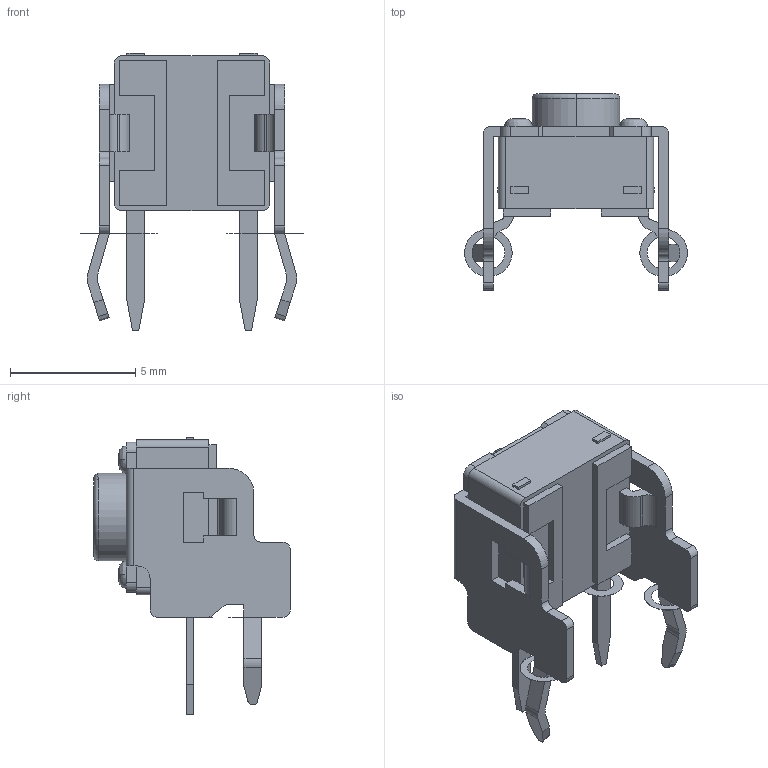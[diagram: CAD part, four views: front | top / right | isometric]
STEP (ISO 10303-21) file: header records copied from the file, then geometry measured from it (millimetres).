
FILE_DESCRIPTION(/* description */ (''),/* implementation_level */ '2;1');
FILE_NAME(/* name */ '280-0161-000_1.stp',/* time_stamp */ '2023-11-01T20:46:03+03:00',/* author */ (''),/* organization */ (''),/* preprocessor_version */ 'ST-DEVELOPER v16.7',/* originating_system */ 'SIEMENS PLM Software NX 12.0',/* authorisation */ '');
FILE_SCHEMA (('AUTOMOTIVE_DESIGN { 1 0 10303 214 3 1 1 1 }'));
Length unit declared in the file: millimetre
Products named in the file (1): 280-0161-000_1
Bounding box: 8.9 x 7.85 x 11.1 mm (x, y, z)
Volume: 148.5 mm3; surface area: 492.7 mm2
Topology: 4 solids, 4 shells, 314 faces, 866 edges, 574 vertices
Faces by surface type: plane 206, cylinder 86, cone 8, bspline 8, torus 4, extrusion 2
Entity records: 10492 total; most frequent: CARTESIAN_POINT 2149, ORIENTED_EDGE 1732, DIRECTION 1682, EDGE_CURVE 866, VECTOR 620, LINE 618, VERTEX_POINT 574, AXIS2_PLACEMENT_3D 531
